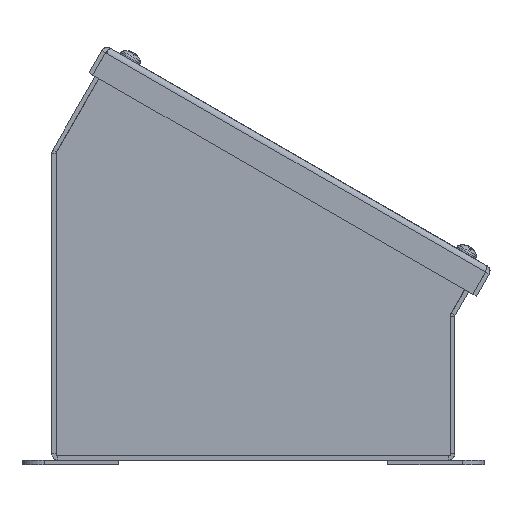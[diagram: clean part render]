
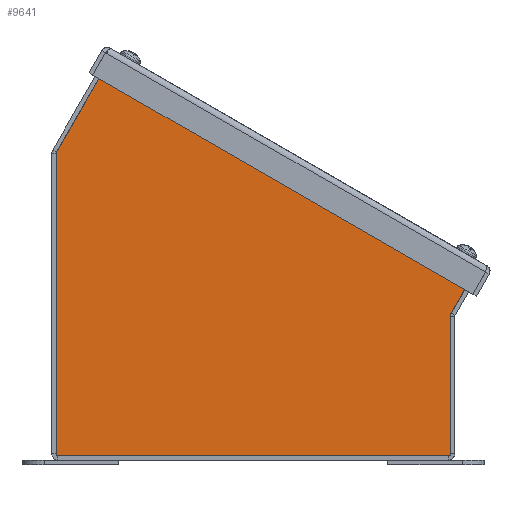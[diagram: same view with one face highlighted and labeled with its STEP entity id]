
A CAD part, front view. The second image highlights one B-rep face of the part: STEP entity #9641.
In plain terms, the highlighted face is planar.
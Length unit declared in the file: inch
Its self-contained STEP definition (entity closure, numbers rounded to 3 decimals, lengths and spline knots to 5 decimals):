
#377=LINE('',#13917,#1399);
#380=LINE('',#13923,#1402);
#383=LINE('',#13931,#1405);
#386=LINE('',#13935,#1408);
#398=LINE('',#13960,#1420);
#400=LINE('',#13964,#1422);
#402=LINE('',#13967,#1424);
#403=LINE('',#13970,#1425);
#404=LINE('',#13972,#1426);
#405=LINE('',#13974,#1427);
#406=LINE('',#13976,#1428);
#407=LINE('',#13978,#1429);
#408=LINE('',#13980,#1430);
#409=LINE('',#13981,#1431);
#1399=VECTOR('',#11304,5.28693);
#1402=VECTOR('',#11309,0.0002);
#1405=VECTOR('',#11314,0.03145);
#1408=VECTOR('',#11319,0.0002);
#1420=VECTOR('',#11335,0.03145);
#1422=VECTOR('',#11339,0.0002);
#1424=VECTOR('',#11343,0.0002);
#1425=VECTOR('',#11346,0.9087);
#1426=VECTOR('',#11347,1.75512);
#1427=VECTOR('',#11348,5.0975);
#1428=VECTOR('',#11349,6.632);
#1429=VECTOR('',#11350,2.375);
#1430=VECTOR('',#11351,0.79688);
#1431=VECTOR('',#11352,0.9087);
#2330=PLANE('',#10213);
#2812=FACE_OUTER_BOUND('',#3331,.T.);
#3331=EDGE_LOOP('',(#6746,#6747,#6748,#6749,#6750,#6751,#6752,#6753,#6754,
#6755,#6756,#6757,#6758,#6759));
#4197=VERTEX_POINT('',#13902);
#4198=VERTEX_POINT('',#13906);
#4201=VERTEX_POINT('',#13921);
#4204=VERTEX_POINT('',#13928);
#4205=VERTEX_POINT('',#13930);
#4215=VERTEX_POINT('',#13957);
#4216=VERTEX_POINT('',#13959);
#4217=VERTEX_POINT('',#13963);
#4218=VERTEX_POINT('',#13969);
#4219=VERTEX_POINT('',#13971);
#4220=VERTEX_POINT('',#13973);
#4221=VERTEX_POINT('',#13975);
#4222=VERTEX_POINT('',#13977);
#4223=VERTEX_POINT('',#13979);
#5160=EDGE_CURVE('',#4197,#4198,#377,.T.);
#5163=EDGE_CURVE('',#4198,#4201,#380,.T.);
#5166=EDGE_CURVE('',#4205,#4204,#383,.T.);
#5169=EDGE_CURVE('',#4201,#4205,#386,.T.);
#5181=EDGE_CURVE('',#4216,#4215,#398,.T.);
#5183=EDGE_CURVE('',#4217,#4197,#400,.T.);
#5185=EDGE_CURVE('',#4215,#4217,#402,.T.);
#5186=EDGE_CURVE('',#4218,#4204,#403,.T.);
#5187=EDGE_CURVE('',#4219,#4218,#404,.T.);
#5188=EDGE_CURVE('',#4220,#4219,#405,.T.);
#5189=EDGE_CURVE('',#4221,#4220,#406,.T.);
#5190=EDGE_CURVE('',#4222,#4221,#407,.T.);
#5191=EDGE_CURVE('',#4223,#4222,#408,.T.);
#5192=EDGE_CURVE('',#4216,#4223,#409,.T.);
#6746=ORIENTED_EDGE('',*,*,#5166,.T.);
#6747=ORIENTED_EDGE('',*,*,#5186,.F.);
#6748=ORIENTED_EDGE('',*,*,#5187,.F.);
#6749=ORIENTED_EDGE('',*,*,#5188,.F.);
#6750=ORIENTED_EDGE('',*,*,#5189,.F.);
#6751=ORIENTED_EDGE('',*,*,#5190,.F.);
#6752=ORIENTED_EDGE('',*,*,#5191,.F.);
#6753=ORIENTED_EDGE('',*,*,#5192,.F.);
#6754=ORIENTED_EDGE('',*,*,#5181,.T.);
#6755=ORIENTED_EDGE('',*,*,#5185,.T.);
#6756=ORIENTED_EDGE('',*,*,#5183,.T.);
#6757=ORIENTED_EDGE('',*,*,#5160,.T.);
#6758=ORIENTED_EDGE('',*,*,#5163,.T.);
#6759=ORIENTED_EDGE('',*,*,#5169,.T.);
#9641=ADVANCED_FACE('',(#2812),#2330,.T.);
#10213=AXIS2_PLACEMENT_3D('',#13968,#11344,#11345);
#11304=DIRECTION('',(-0.866,0.5,0.));
#11309=DIRECTION('',(-0.5,-0.866,0.));
#11314=DIRECTION('',(0.5,0.866,0.));
#11319=DIRECTION('',(-0.866,0.5,0.));
#11335=DIRECTION('',(-0.5,-0.866,0.));
#11339=DIRECTION('',(0.5,0.866,0.));
#11343=DIRECTION('',(-0.866,0.5,0.));
#11344=DIRECTION('center_axis',(0.,0.,1.));
#11345=DIRECTION('ref_axis',(1.,0.,0.));
#11346=DIRECTION('',(0.866,-0.5,0.));
#11347=DIRECTION('',(0.5,0.866,0.));
#11348=DIRECTION('',(0.,1.,0.));
#11349=DIRECTION('',(-1.,0.,0.));
#11350=DIRECTION('',(0.,-1.,0.));
#11351=DIRECTION('',(-0.5,-0.866,0.));
#11352=DIRECTION('',(0.866,-0.5,0.));
#13902=CARTESIAN_POINT('',(6.22768,3.4925,0.074));
#13906=CARTESIAN_POINT('',(1.64907,6.13597,0.074));
#13917=CARTESIAN_POINT('',(2.9253,5.39913,0.074));
#13921=CARTESIAN_POINT('',(1.64897,6.13579,0.074));
#13923=CARTESIAN_POINT('',(1.06434,5.1232,0.074));
#13928=CARTESIAN_POINT('',(1.66452,6.16313,0.074));
#13930=CARTESIAN_POINT('',(1.64879,6.13589,0.074));
#13931=CARTESIAN_POINT('',(1.07203,5.13692,0.074));
#13935=CARTESIAN_POINT('',(2.92511,5.39901,0.074));
#13957=CARTESIAN_POINT('',(6.22776,3.49223,0.074));
#13959=CARTESIAN_POINT('',(6.24348,3.51946,0.074));
#13960=CARTESIAN_POINT('',(5.64313,2.47963,0.074));
#13963=CARTESIAN_POINT('',(6.22758,3.49233,0.074));
#13964=CARTESIAN_POINT('',(5.65082,2.49335,0.074));
#13967=CARTESIAN_POINT('',(5.21451,4.07723,0.074));
#13968=CARTESIAN_POINT('Origin',(3.03219,2.63694,0.074));
#13969=CARTESIAN_POINT('',(0.87756,6.61748,0.074));
#13970=CARTESIAN_POINT('',(7.03044,3.06511,0.074));
#13971=CARTESIAN_POINT('',(0.,5.0975,0.074));
#13972=CARTESIAN_POINT('',(0.87756,6.61748,0.074));
#13973=CARTESIAN_POINT('',(0.,0.,0.074));
#13974=CARTESIAN_POINT('',(0.,5.0975,0.074));
#13975=CARTESIAN_POINT('',(6.632,0.,0.074));
#13976=CARTESIAN_POINT('',(0.,0.,0.074));
#13977=CARTESIAN_POINT('',(6.632,2.375,0.074));
#13978=CARTESIAN_POINT('',(6.632,0.,0.074));
#13979=CARTESIAN_POINT('',(7.03044,3.06511,0.074));
#13980=CARTESIAN_POINT('',(6.632,2.375,0.074));
#13981=CARTESIAN_POINT('',(7.03044,3.06511,0.074));
